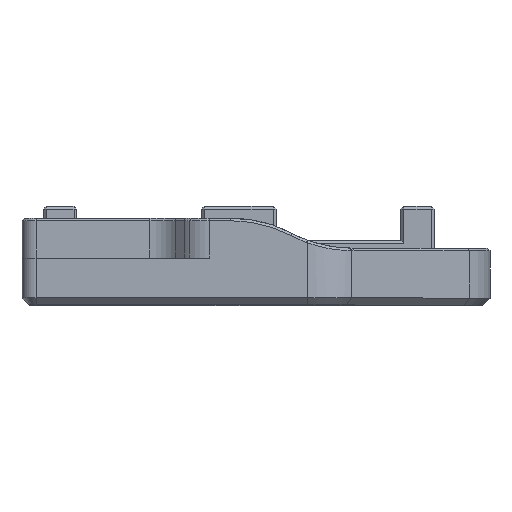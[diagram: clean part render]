
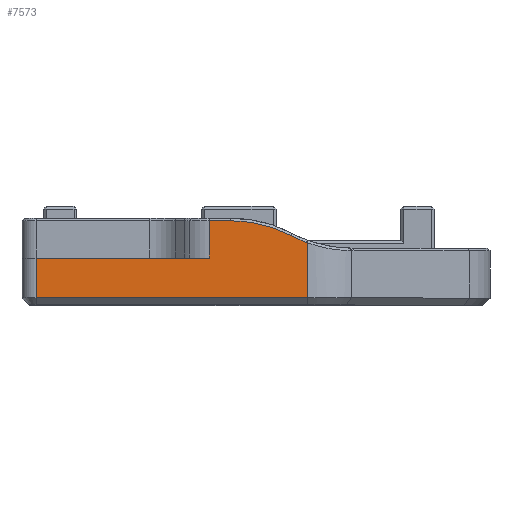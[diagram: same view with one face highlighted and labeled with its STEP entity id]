
A CAD part, top view. The second image highlights one B-rep face of the part: STEP entity #7573.
In plain terms, the highlighted planar face has unit normal (0, 0, 1).
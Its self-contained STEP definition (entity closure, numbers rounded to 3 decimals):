
#102=B_SPLINE_CURVE_WITH_KNOTS('',3,(#11963,#11964,#11965,#11966),
 .UNSPECIFIED.,.F.,.F.,(4,4),(-1.295,-1.283),
 .UNSPECIFIED.);
#376=PLANE('',#8238);
#674=FACE_OUTER_BOUND('',#1166,.T.);
#1166=EDGE_LOOP('',(#5959,#5960,#5961,#5962,#5963,#5964,#5965,#5966,#5967));
#1637=CIRCLE('',#8239,18.85);
#1638=CIRCLE('',#8240,18.15);
#2071=LINE('',#11859,#2829);
#2110=LINE('',#11957,#2868);
#2111=LINE('',#11961,#2869);
#2112=LINE('',#11972,#2870);
#2113=LINE('',#11974,#2871);
#2114=LINE('',#11975,#2872);
#2829=VECTOR('',#9575,10.);
#2868=VECTOR('',#9682,10.);
#2869=VECTOR('',#9687,10.);
#2870=VECTOR('',#9692,10.);
#2871=VECTOR('',#9693,10.);
#2872=VECTOR('',#9694,10.);
#3610=VERTEX_POINT('',#11853);
#3611=VERTEX_POINT('',#11857);
#3636=VERTEX_POINT('',#11956);
#3637=VERTEX_POINT('',#11960);
#3638=VERTEX_POINT('',#11962);
#3639=VERTEX_POINT('',#11967);
#3640=VERTEX_POINT('',#11969);
#3641=VERTEX_POINT('',#11971);
#3642=VERTEX_POINT('',#11973);
#4419=EDGE_CURVE('',#3610,#3611,#2071,.T.);
#4467=EDGE_CURVE('',#3611,#3636,#2110,.T.);
#4469=EDGE_CURVE('',#3637,#3610,#2111,.T.);
#4470=EDGE_CURVE('',#3638,#3637,#102,.T.);
#4471=EDGE_CURVE('',#3639,#3638,#1637,.T.);
#4472=EDGE_CURVE('',#3640,#3639,#1638,.T.);
#4473=EDGE_CURVE('',#3641,#3640,#2112,.T.);
#4474=EDGE_CURVE('',#3641,#3642,#2113,.T.);
#4475=EDGE_CURVE('',#3642,#3636,#2114,.T.);
#5959=ORIENTED_EDGE('',*,*,#4419,.F.);
#5960=ORIENTED_EDGE('',*,*,#4469,.F.);
#5961=ORIENTED_EDGE('',*,*,#4470,.F.);
#5962=ORIENTED_EDGE('',*,*,#4471,.F.);
#5963=ORIENTED_EDGE('',*,*,#4472,.F.);
#5964=ORIENTED_EDGE('',*,*,#4473,.F.);
#5965=ORIENTED_EDGE('',*,*,#4474,.T.);
#5966=ORIENTED_EDGE('',*,*,#4475,.T.);
#5967=ORIENTED_EDGE('',*,*,#4467,.F.);
#7573=ADVANCED_FACE('',(#674),#376,.T.);
#8238=AXIS2_PLACEMENT_3D('',#11959,#9685,#9686);
#8239=AXIS2_PLACEMENT_3D('',#11968,#9688,#9689);
#8240=AXIS2_PLACEMENT_3D('',#11970,#9690,#9691);
#9575=DIRECTION('',(-1.,0.,0.));
#9682=DIRECTION('',(0.,1.,0.));
#9685=DIRECTION('center_axis',(0.,0.,1.));
#9686=DIRECTION('ref_axis',(-1.,0.,0.));
#9687=DIRECTION('',(0.,-1.,0.));
#9688=DIRECTION('center_axis',(0.,0.,1.));
#9689=DIRECTION('ref_axis',(-0.634,-0.773,0.));
#9690=DIRECTION('center_axis',(0.,0.,-1.));
#9691=DIRECTION('ref_axis',(0.238,0.971,0.));
#9692=DIRECTION('',(1.,0.,0.));
#9693=DIRECTION('',(0.,-1.,0.));
#9694=DIRECTION('',(-1.,0.,0.));
#11853=CARTESIAN_POINT('',(-14.705,-7.,28.));
#11857=CARTESIAN_POINT('',(-52.85,-7.,28.));
#11859=CARTESIAN_POINT('',(-16.462,-7.,28.));
#11956=CARTESIAN_POINT('',(-52.85,-1.4,28.));
#11957=CARTESIAN_POINT('',(-52.85,0.,28.));
#11959=CARTESIAN_POINT('Origin',(-11.,0.,
28.));
#11960=CARTESIAN_POINT('',(-14.705,0.747,28.));
#11961=CARTESIAN_POINT('',(-14.705,0.,28.));
#11962=CARTESIAN_POINT('',(-14.825,0.79,28.));
#11963=CARTESIAN_POINT('Ctrl Pts',(-14.825,0.79,
28.));
#11964=CARTESIAN_POINT('Ctrl Pts',(-14.785,0.776,
28.));
#11965=CARTESIAN_POINT('Ctrl Pts',(-14.745,0.761,
28.));
#11966=CARTESIAN_POINT('Ctrl Pts',(-14.705,0.747,
28.));
#11967=CARTESIAN_POINT('',(-17.091,1.79,28.));
#11968=CARTESIAN_POINT('Origin',(-8.368,18.5,28.));
#11969=CARTESIAN_POINT('',(-25.49,3.85,28.));
#11970=CARTESIAN_POINT('Origin',(-25.49,-14.3,28.));
#11971=CARTESIAN_POINT('',(-28.51,3.85,28.));
#11972=CARTESIAN_POINT('',(-24.239,3.85,28.));
#11973=CARTESIAN_POINT('',(-28.51,-1.4,28.));
#11974=CARTESIAN_POINT('',(-28.51,0.,28.));
#11975=CARTESIAN_POINT('',(-26.34,-1.4,28.));
